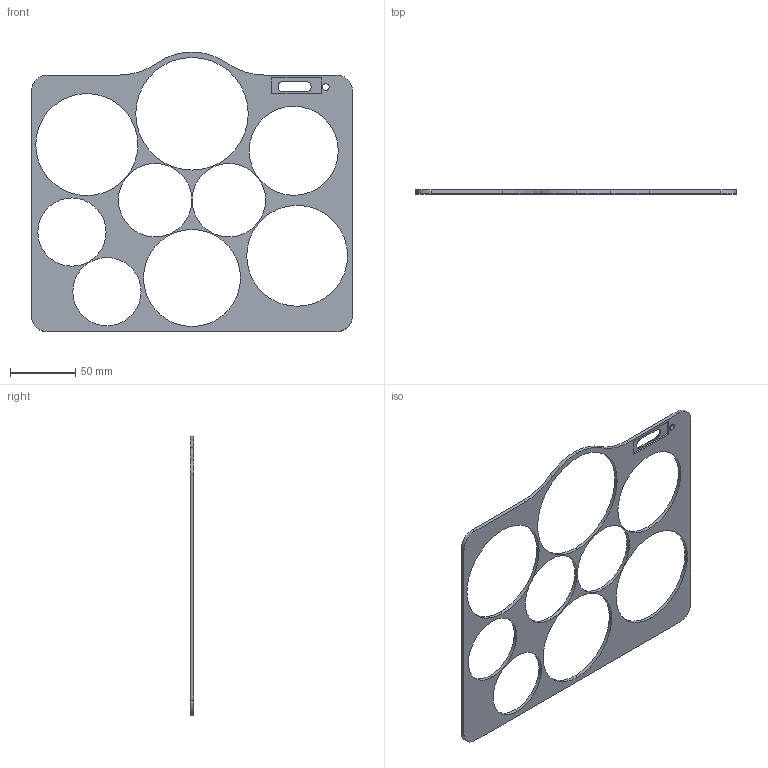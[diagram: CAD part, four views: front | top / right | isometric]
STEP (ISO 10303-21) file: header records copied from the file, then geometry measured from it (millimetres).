
FILE_DESCRIPTION (( 'STEP AP214' ), '1' );
FILE_NAME ('Drumkit Cover.STEP', '2025-09-21T12:44:34', ( '' ), ( '' ), 'SwSTEP 2.0', 'SolidWorks 2024', '' );
FILE_SCHEMA (( 'AUTOMOTIVE_DESIGN' ));
Length unit declared in the file: millimetre
Products named in the file (1): Drumkit Cover
Bounding box: 245.85 x 3 x 214.54 mm (x, y, z)
Volume: 42271 mm3; surface area: 40548.3 mm2
Topology: 1 solids, 1 shells, 61 faces, 171 edges, 114 vertices
Faces by surface type: cylinder 32, plane 22, bspline 7
Entity records: 3773 total; most frequent: CARTESIAN_POINT 2201, ORIENTED_EDGE 342, DIRECTION 287, EDGE_CURVE 171, VERTEX_POINT 114, AXIS2_PLACEMENT_3D 103, EDGE_LOOP 85, LINE 81
